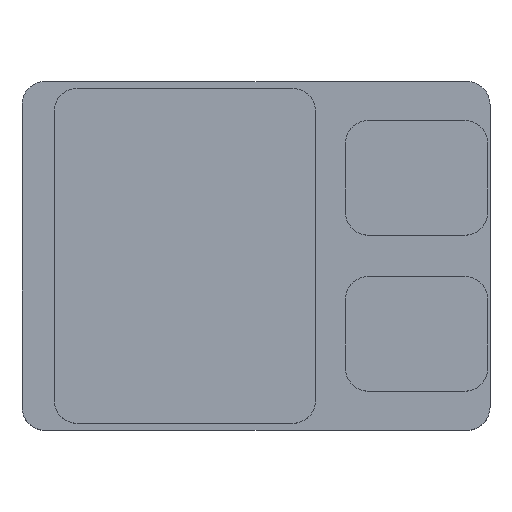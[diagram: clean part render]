
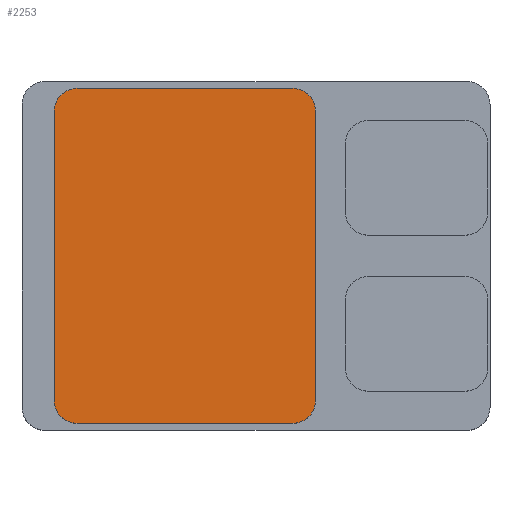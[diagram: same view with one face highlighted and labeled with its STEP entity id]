
A CAD part, top view. The second image highlights one B-rep face of the part: STEP entity #2253.
In plain terms, the highlighted planar face has unit normal (0, 0, 1).
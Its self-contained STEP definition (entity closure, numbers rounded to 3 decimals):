
#2253=ADVANCED_FACE('',(#4494),#4496,.T.);
#4494=FACE_BOUND('',#4495,.T.);
#4495=EDGE_LOOP('',(#6106,#6107,#6108,#6109,#6110,#6111,#6112,#6113));
#4496=PLANE('',#4497);
#4497=AXIS2_PLACEMENT_3D('',#4498,#4499,#4500);
#4498=CARTESIAN_POINT('',(0.,0.,2.75));
#4499=DIRECTION('',(0.,0.,1.));
#4500=DIRECTION('',(-1.,0.,0.));
#6106=ORIENTED_EDGE('',*,*,#6760,.T.);
#6107=ORIENTED_EDGE('',*,*,#6774,.T.);
#6108=ORIENTED_EDGE('',*,*,#6772,.T.);
#6109=ORIENTED_EDGE('',*,*,#6770,.T.);
#6110=ORIENTED_EDGE('',*,*,#6768,.T.);
#6111=ORIENTED_EDGE('',*,*,#6766,.T.);
#6112=ORIENTED_EDGE('',*,*,#6764,.T.);
#6113=ORIENTED_EDGE('',*,*,#6762,.T.);
#6760=EDGE_CURVE('',#7866,#7864,#7867,.T.);
#6762=EDGE_CURVE('',#7869,#7866,#7870,.T.);
#6764=EDGE_CURVE('',#7872,#7869,#7873,.T.);
#6766=EDGE_CURVE('',#7875,#7872,#7876,.T.);
#6768=EDGE_CURVE('',#7878,#7875,#7879,.T.);
#6770=EDGE_CURVE('',#7881,#7878,#7882,.T.);
#6772=EDGE_CURVE('',#7884,#7881,#7885,.T.);
#6774=EDGE_CURVE('',#7864,#7884,#7887,.T.);
#7864=VERTEX_POINT('',#10441);
#7866=VERTEX_POINT('',#10445);
#7867=CIRCLE('',#10446,0.5);
#7869=VERTEX_POINT('',#10453);
#7870=LINE('',#10454,#10455);
#7872=VERTEX_POINT('',#10460);
#7873=CIRCLE('',#10461,0.5);
#7875=VERTEX_POINT('',#10468);
#7876=LINE('',#10469,#10470);
#7878=VERTEX_POINT('',#10475);
#7879=CIRCLE('',#10476,0.5);
#7881=VERTEX_POINT('',#10483);
#7882=LINE('',#10484,#10485);
#7884=VERTEX_POINT('',#10490);
#7885=CIRCLE('',#10491,0.5);
#7887=LINE('',#10498,#10499);
#10441=CARTESIAN_POINT('',(-4.4,3.15,2.75));
#10445=CARTESIAN_POINT('',(-3.9,3.65,2.75));
#10446=AXIS2_PLACEMENT_3D('',#10447,#10448,#10449);
#10447=CARTESIAN_POINT('',(-3.9,3.15,2.75));
#10448=DIRECTION('',(0.,0.,1.));
#10449=DIRECTION('',(0.,1.,0.));
#10453=CARTESIAN_POINT('',(0.8,3.65,2.75));
#10454=CARTESIAN_POINT('',(0.8,3.65,2.75));
#10455=VECTOR('',#10456,1.);
#10456=DIRECTION('',(-1.,0.,0.));
#10460=CARTESIAN_POINT('',(1.3,3.15,2.75));
#10461=AXIS2_PLACEMENT_3D('',#10462,#10463,#10464);
#10462=CARTESIAN_POINT('',(0.8,3.15,2.75));
#10463=DIRECTION('',(0.,0.,1.));
#10464=DIRECTION('',(1.,0.,0.));
#10468=CARTESIAN_POINT('',(1.3,-3.15,2.75));
#10469=CARTESIAN_POINT('',(1.3,-3.15,2.75));
#10470=VECTOR('',#10471,1.);
#10471=DIRECTION('',(0.,1.,0.));
#10475=CARTESIAN_POINT('',(0.8,-3.65,2.75));
#10476=AXIS2_PLACEMENT_3D('',#10477,#10478,#10479);
#10477=CARTESIAN_POINT('',(0.8,-3.15,2.75));
#10478=DIRECTION('',(0.,0.,1.));
#10479=DIRECTION('',(0.,-1.,0.));
#10483=CARTESIAN_POINT('',(-3.9,-3.65,2.75));
#10484=CARTESIAN_POINT('',(-3.9,-3.65,2.75));
#10485=VECTOR('',#10486,1.);
#10486=DIRECTION('',(1.,0.,0.));
#10490=CARTESIAN_POINT('',(-4.4,-3.15,2.75));
#10491=AXIS2_PLACEMENT_3D('',#10492,#10493,#10494);
#10492=CARTESIAN_POINT('',(-3.9,-3.15,2.75));
#10493=DIRECTION('',(0.,0.,1.));
#10494=DIRECTION('',(-1.,0.,0.));
#10498=CARTESIAN_POINT('',(-4.4,3.15,2.75));
#10499=VECTOR('',#10500,1.);
#10500=DIRECTION('',(0.,-1.,0.));
